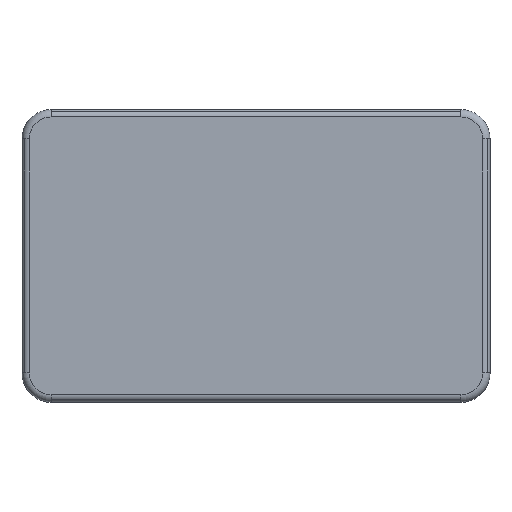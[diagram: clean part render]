
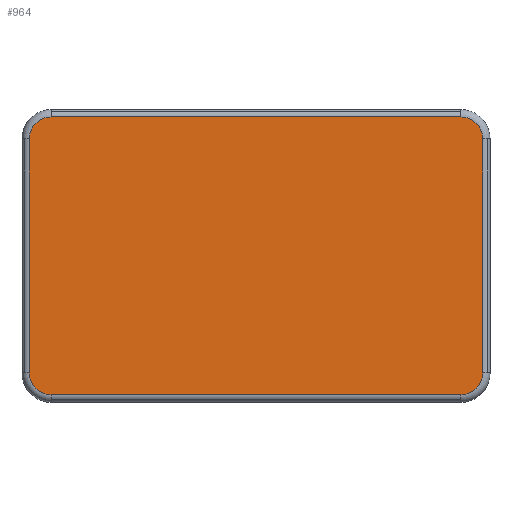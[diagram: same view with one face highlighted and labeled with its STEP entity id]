
A CAD part, top view. The second image highlights one B-rep face of the part: STEP entity #964.
In plain terms, the highlighted planar face has unit normal (0, 0, 1).
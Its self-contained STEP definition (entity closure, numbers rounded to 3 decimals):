
#416=CARTESIAN_POINT('',(-14.0,9.5,10.5));
#417=VERTEX_POINT('',#416);
#425=CARTESIAN_POINT('',(14.0,9.5,10.5));
#426=VERTEX_POINT('',#425);
#427=CARTESIAN_POINT('',(-14.0,9.5,10.5));
#428=DIRECTION('',(1.0,0.0,0.0));
#429=VECTOR('',#428,28.0);
#430=LINE('',#427,#429);
#431=EDGE_CURVE('',#417,#426,#430,.T.);
#458=CARTESIAN_POINT('',(-15.5,-8.0,10.5));
#459=VERTEX_POINT('',#458);
#467=CARTESIAN_POINT('',(-15.5,8.0,10.5));
#468=VERTEX_POINT('',#467);
#469=CARTESIAN_POINT('',(-15.5,-8.0,10.5));
#470=DIRECTION('',(0.0,1.0,0.0));
#471=VECTOR('',#470,16.0);
#472=LINE('',#469,#471);
#473=EDGE_CURVE('',#459,#468,#472,.T.);
#500=CARTESIAN_POINT('',(15.5,8.0,10.5));
#501=VERTEX_POINT('',#500);
#509=CARTESIAN_POINT('',(15.5,-8.0,10.5));
#510=VERTEX_POINT('',#509);
#511=CARTESIAN_POINT('',(15.5,8.0,10.5));
#512=DIRECTION('',(0.0,-1.0,0.0));
#513=VECTOR('',#512,16.0);
#514=LINE('',#511,#513);
#515=EDGE_CURVE('',#501,#510,#514,.T.);
#542=CARTESIAN_POINT('',(14.0,-9.5,10.5));
#543=VERTEX_POINT('',#542);
#551=CARTESIAN_POINT('',(-14.0,-9.5,10.5));
#552=VERTEX_POINT('',#551);
#553=CARTESIAN_POINT('',(14.0,-9.5,10.5));
#554=DIRECTION('',(-1.0,0.0,0.0));
#555=VECTOR('',#554,28.0);
#556=LINE('',#553,#555);
#557=EDGE_CURVE('',#543,#552,#556,.T.);
#613=CARTESIAN_POINT('',(14.0,-8.0,10.5));
#614=DIRECTION('',(0.0,0.0,-1.));
#615=DIRECTION('',(0.707,-0.707,0.0));
#616=AXIS2_PLACEMENT_3D('',#613,#614,#615);
#617=CIRCLE('',#616,1.5);
#618=EDGE_CURVE('',#510,#543,#617,.T.);
#658=CARTESIAN_POINT('',(-14.0,-8.0,10.5));
#659=DIRECTION('',(0.0,0.0,-1.));
#660=DIRECTION('',(-0.707,-0.707,0.0));
#661=AXIS2_PLACEMENT_3D('',#658,#659,#660);
#662=CIRCLE('',#661,1.5);
#663=EDGE_CURVE('',#552,#459,#662,.T.);
#729=CARTESIAN_POINT('',(14.0,8.0,10.5));
#730=DIRECTION('',(0.0,0.0,-1.));
#731=DIRECTION('',(0.707,0.707,0.0));
#732=AXIS2_PLACEMENT_3D('',#729,#730,#731);
#733=CIRCLE('',#732,1.5);
#734=EDGE_CURVE('',#426,#501,#733,.T.);
#774=CARTESIAN_POINT('',(-14.0,8.0,10.5));
#775=DIRECTION('',(0.0,0.0,-1.));
#776=DIRECTION('',(-0.707,0.707,0.0));
#777=AXIS2_PLACEMENT_3D('',#774,#775,#776);
#778=CIRCLE('',#777,1.5);
#779=EDGE_CURVE('',#468,#417,#778,.T.);
#949=CARTESIAN_POINT('',(0.0,0.,10.5));
#950=DIRECTION('',(0.0,0.0,1.0));
#951=DIRECTION('',(1.0,0.0,0.0));
#952=AXIS2_PLACEMENT_3D('',#949,#950,#951);
#953=PLANE('',#952);
#954=ORIENTED_EDGE('',*,*,#557,.F.);
#955=ORIENTED_EDGE('',*,*,#618,.F.);
#956=ORIENTED_EDGE('',*,*,#515,.F.);
#957=ORIENTED_EDGE('',*,*,#734,.F.);
#958=ORIENTED_EDGE('',*,*,#431,.F.);
#959=ORIENTED_EDGE('',*,*,#779,.F.);
#960=ORIENTED_EDGE('',*,*,#473,.F.);
#961=ORIENTED_EDGE('',*,*,#663,.F.);
#962=EDGE_LOOP('',(#954,#955,#956,#957,#958,#959,#960,#961));
#963=FACE_OUTER_BOUND('',#962,.T.);
#964=ADVANCED_FACE('',(#963),#953,.T.);
